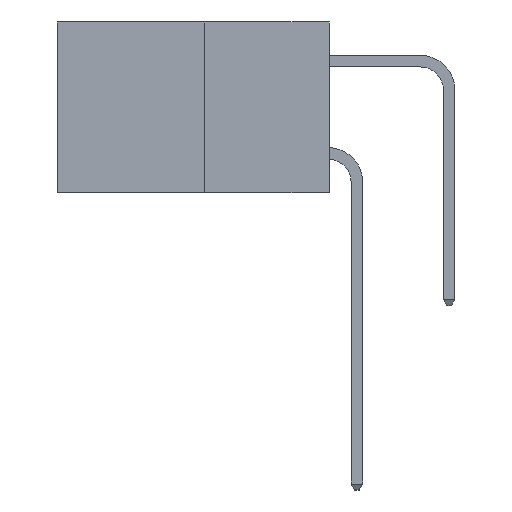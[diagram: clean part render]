
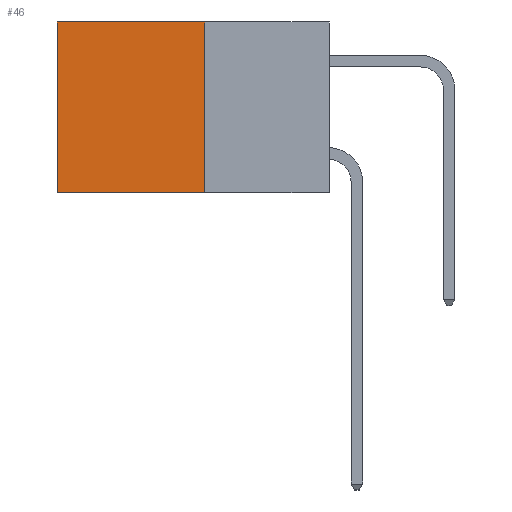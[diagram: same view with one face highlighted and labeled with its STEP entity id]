
A CAD part, left-side view. The second image highlights one B-rep face of the part: STEP entity #46.
In plain terms, the highlighted planar face has unit normal (-1, 0, 0).
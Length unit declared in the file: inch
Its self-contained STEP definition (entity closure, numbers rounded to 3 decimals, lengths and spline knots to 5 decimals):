
#46 = ADVANCED_FACE ( 'NONE', ( #2577 ), #7937, .F. ) ;
#131 = DIRECTION ( 'NONE',  ( 0., 1., 0. ) ) ;
#445 = DIRECTION ( 'NONE',  ( 1., 0., 0. ) ) ;
#853 = VERTEX_POINT ( 'NONE', #4881 ) ;
#1022 = CARTESIAN_POINT ( 'NONE',  ( 0.277, 0.27, 0. ) ) ;
#1779 = EDGE_CURVE ( 'NONE', #3140, #7343, #3522, .T. ) ;
#1967 = ORIENTED_EDGE ( 'NONE', *, *, #3926, .T. ) ;
#2245 = CARTESIAN_POINT ( 'NONE',  ( 0.277, 0.27, -0.37 ) ) ;
#2501 = EDGE_LOOP ( 'NONE', ( #1967, #9774, #3158, #2990 ) ) ;
#2558 = LINE ( 'NONE', #1022, #7007 ) ;
#2577 = FACE_OUTER_BOUND ( 'NONE', #2501, .T. ) ;
#2646 = CARTESIAN_POINT ( 'NONE',  ( 0.277, 0.27, -0.37 ) ) ;
#2990 = ORIENTED_EDGE ( 'NONE', *, *, #11245, .T. ) ;
#3008 = DIRECTION ( 'NONE',  ( 0., 0., -1. ) ) ;
#3140 = VERTEX_POINT ( 'NONE', #2245 ) ;
#3158 = ORIENTED_EDGE ( 'NONE', *, *, #9142, .F. ) ;
#3465 = VECTOR ( 'NONE', #6803, 39.37008 ) ;
#3522 = LINE ( 'NONE', #10825, #8107 ) ;
#3720 = CARTESIAN_POINT ( 'NONE',  ( 0.277, 0.27, -0.37 ) ) ;
#3926 = EDGE_CURVE ( 'NONE', #10203, #7343, #8060, .T. ) ;
#4881 = CARTESIAN_POINT ( 'NONE',  ( 0.277, 0.27, 0. ) ) ;
#5986 = AXIS2_PLACEMENT_3D ( 'NONE', #2646, #445, #3008 ) ;
#6803 = DIRECTION ( 'NONE',  ( 0., 0., -1. ) ) ;
#7007 = VECTOR ( 'NONE', #131, 39.37008 ) ;
#7343 = VERTEX_POINT ( 'NONE', #9443 ) ;
#7550 = VECTOR ( 'NONE', #9670, 39.37008 ) ;
#7581 = CARTESIAN_POINT ( 'NONE',  ( 0.277, 0.59, 0. ) ) ;
#7937 = PLANE ( 'NONE',  #5986 ) ;
#8060 = LINE ( 'NONE', #8476, #3465 ) ;
#8107 = VECTOR ( 'NONE', #10799, 39.37008 ) ;
#8476 = CARTESIAN_POINT ( 'NONE',  ( 0.277, 0.59, -0.37 ) ) ;
#9142 = EDGE_CURVE ( 'NONE', #853, #3140, #9501, .T. ) ;
#9443 = CARTESIAN_POINT ( 'NONE',  ( 0.277, 0.59, -0.37 ) ) ;
#9501 = LINE ( 'NONE', #3720, #7550 ) ;
#9670 = DIRECTION ( 'NONE',  ( 0., 0., -1. ) ) ;
#9774 = ORIENTED_EDGE ( 'NONE', *, *, #1779, .F. ) ;
#10203 = VERTEX_POINT ( 'NONE', #7581 ) ;
#10799 = DIRECTION ( 'NONE',  ( 0., 1., 0. ) ) ;
#10825 = CARTESIAN_POINT ( 'NONE',  ( 0.277, 0.27, -0.37 ) ) ;
#11245 = EDGE_CURVE ( 'NONE', #853, #10203, #2558, .T. ) ;
